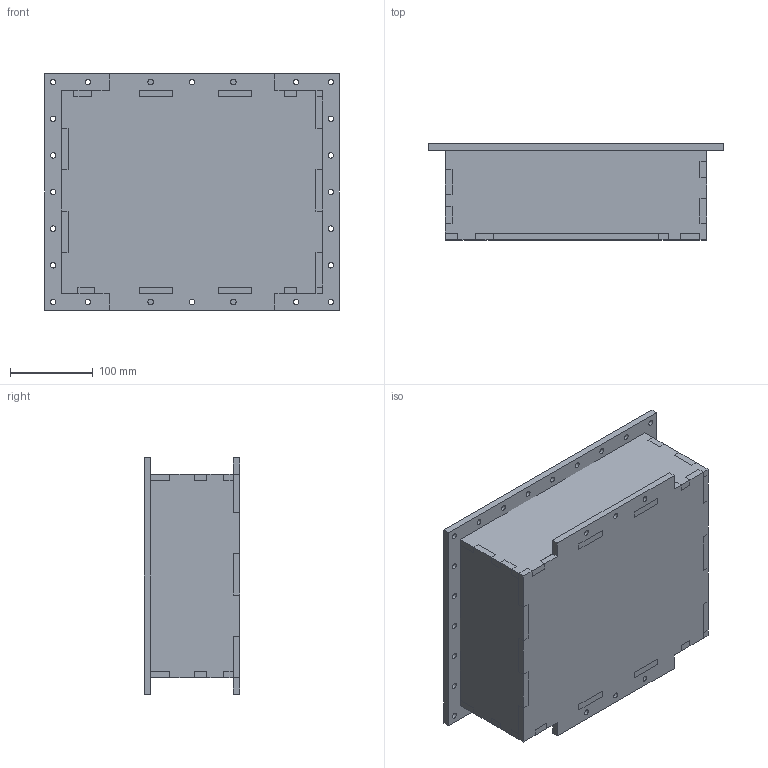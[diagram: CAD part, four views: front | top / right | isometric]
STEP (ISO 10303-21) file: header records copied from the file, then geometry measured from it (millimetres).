
FILE_DESCRIPTION(/* description */ (''),/* implementation_level */ '2;1');
FILE_NAME(/* name */ '5d7d028f-f517-4473-b368-88abc02c309d.stp',/* time_stamp */ '2019-05-17T14:20:13+00:00',/* author */ (''),/* organization */ (''),/* preprocessor_version */ 'ST-DEVELOPER v18',/* originating_system */ 'Autodesk Translation Framework v8.2.0.1029',/* authorisation */ '');
FILE_SCHEMA (('AUTOMOTIVE_DESIGN { 1 0 10303 214 3 1 1 }'));
Length unit declared in the file: millimetre
Products named in the file (1): ElectronicBox
Bounding box: 356 x 116 x 286 mm (x, y, z)
Volume: 1801318.9 mm3; surface area: 522560.4 mm2
Topology: 6 solids, 6 shells, 333 faces, 963 edges, 642 vertices
Faces by surface type: plane 292, cylinder 41
Full cylindrical faces by diameter (mm): 6.6 x34, 14 x3, 17.5 x4
Entity records: 11011 total; most frequent: CARTESIAN_POINT 1939, ORIENTED_EDGE 1926, DIRECTION 1713, EDGE_CURVE 963, LINE 881, VECTOR 881, VERTEX_POINT 642, EDGE_LOOP 425
